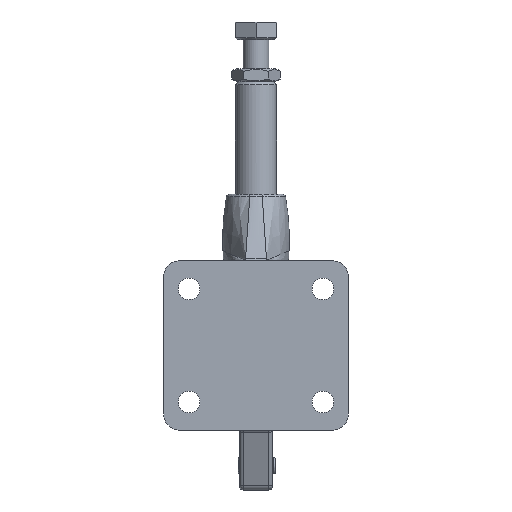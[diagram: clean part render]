
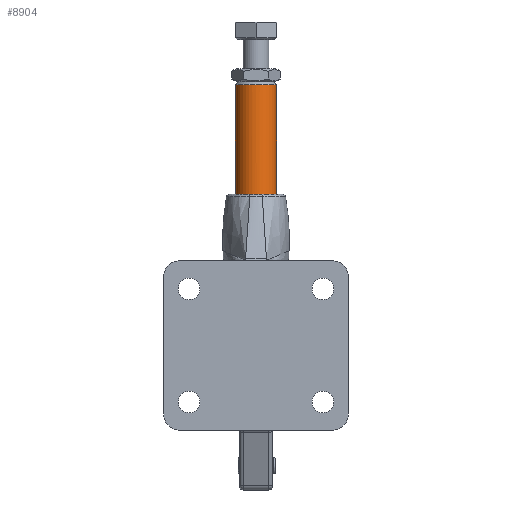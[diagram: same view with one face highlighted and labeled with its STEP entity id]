
A CAD part, front view. The second image highlights one B-rep face of the part: STEP entity #8904.
In plain terms, the highlighted cylindrical face has radius 6.35 mm (diameter 12.7 mm), a partial arc.
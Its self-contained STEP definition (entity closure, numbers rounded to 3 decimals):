
#5786 = LINE ( 'NONE', #15755, #5836 ) ;
#5834 = LINE ( 'NONE', #15766, #5842 ) ;
#5836 = VECTOR ( 'NONE', #15759, 1000. ) ;
#5839 = CIRCLE ( 'NONE', #24845, 6.35 ) ;
#5840 = CIRCLE ( 'NONE', #24844, 6.35 ) ;
#5842 = VECTOR ( 'NONE', #15767, 1000. ) ;
#5843 = CIRCLE ( 'NONE', #24846, 6.35 ) ;
#8059 = ORIENTED_EDGE ( 'NONE', *, *, #28426, .F. ) ;
#8060 = ORIENTED_EDGE ( 'NONE', *, *, #18258, .T. ) ;
#8061 = ORIENTED_EDGE ( 'NONE', *, *, #28436, .T. ) ;
#8062 = ORIENTED_EDGE ( 'NONE', *, *, #18259, .T. ) ;
#8063 = ORIENTED_EDGE ( 'NONE', *, *, #18260, .T. ) ;
#8064 = ORIENTED_EDGE ( 'NONE', *, *, #28440, .T. ) ;
#8065 = ORIENTED_EDGE ( 'NONE', *, *, #18261, .T. ) ;
#8066 = ORIENTED_EDGE ( 'NONE', *, *, #18262, .T. ) ;
#8516 = FACE_OUTER_BOUND ( 'NONE', #14602, .T. ) ;
#8518 = CYLINDRICAL_SURFACE ( 'NONE', #24796, 6.35 ) ;
#8904 = ADVANCED_FACE ( 'NONE', ( #8516 ), #8518, .T. ) ;
#13701 = VERTEX_POINT ( 'NONE', #15533 ) ;
#13704 = VERTEX_POINT ( 'NONE', #15536 ) ;
#13710 = VERTEX_POINT ( 'NONE', #15542 ) ;
#13711 = VERTEX_POINT ( 'NONE', #15543 ) ;
#13712 = VERTEX_POINT ( 'NONE', #15544 ) ;
#13713 = VERTEX_POINT ( 'NONE', #15545 ) ;
#13714 = VERTEX_POINT ( 'NONE', #15546 ) ;
#13738 = VERTEX_POINT ( 'NONE', #15570 ) ;
#14602 = EDGE_LOOP ( 'NONE', ( #8059, #8060, #8061, #8062, #8063, #8064, #8065, #8066 ) ) ;
#15533 = CARTESIAN_POINT ( 'NONE',  ( 2.25, -5.938, 10. ) ) ;
#15536 = CARTESIAN_POINT ( 'NONE',  ( -6.35, 0., 10. ) ) ;
#15542 = CARTESIAN_POINT ( 'NONE',  ( 6.35, 0., 10. ) ) ;
#15543 = CARTESIAN_POINT ( 'NONE',  ( 6.35, 0., 73. ) ) ;
#15544 = CARTESIAN_POINT ( 'NONE',  ( -6.35, 0., 73. ) ) ;
#15545 = CARTESIAN_POINT ( 'NONE',  ( 2.25, -5.938, 1. ) ) ;
#15546 = CARTESIAN_POINT ( 'NONE',  ( -2.25, -5.938, 10. ) ) ;
#15570 = CARTESIAN_POINT ( 'NONE',  ( -2.25, -5.938, 1. ) ) ;
#15755 = CARTESIAN_POINT ( 'NONE',  ( -2.25, -5.938, 74. ) ) ;
#15759 = DIRECTION ( 'NONE',  ( 0., 0., -1. ) ) ;
#15760 = CARTESIAN_POINT ( 'NONE',  ( 0., 0., 73. ) ) ;
#15761 = DIRECTION ( 'NONE',  ( 0., 0., -1. ) ) ;
#15762 = DIRECTION ( 'NONE',  ( 1., 0., 0. ) ) ;
#15763 = CARTESIAN_POINT ( 'NONE',  ( 0., 0., 10. ) ) ;
#15764 = DIRECTION ( 'NONE',  ( 0., 0., 1. ) ) ;
#15765 = DIRECTION ( 'NONE',  ( 1., 0., 0. ) ) ;
#15766 = CARTESIAN_POINT ( 'NONE',  ( 2.25, -5.938, 74. ) ) ;
#15767 = DIRECTION ( 'NONE',  ( 0., 0., 1. ) ) ;
#15769 = CARTESIAN_POINT ( 'NONE',  ( 0., 0., 10. ) ) ;
#15770 = DIRECTION ( 'NONE',  ( 0., 0., 1. ) ) ;
#15771 = DIRECTION ( 'NONE',  ( 1., 0., 0. ) ) ;
#18258 = EDGE_CURVE ( 'NONE', #13711, #13712, #5840, .T. ) ;
#18259 = EDGE_CURVE ( 'NONE', #13704, #13714, #5839, .T. ) ;
#18260 = EDGE_CURVE ( 'NONE', #13714, #13738, #5786, .T. ) ;
#18261 = EDGE_CURVE ( 'NONE', #13713, #13701, #5834, .T. ) ;
#18262 = EDGE_CURVE ( 'NONE', #13701, #13710, #5843, .T. ) ;
#24416 = DIRECTION ( 'NONE',  ( -1., 0., 0. ) ) ;
#24418 = DIRECTION ( 'NONE',  ( 0., 0., -1. ) ) ;
#24420 = CARTESIAN_POINT ( 'NONE',  ( 0., 0., 74. ) ) ;
#24796 = AXIS2_PLACEMENT_3D ( 'NONE', #24420, #24418, #24416 ) ;
#24844 = AXIS2_PLACEMENT_3D ( 'NONE', #15760, #15761, #15762 ) ;
#24845 = AXIS2_PLACEMENT_3D ( 'NONE', #15763, #15764, #15765 ) ;
#24846 = AXIS2_PLACEMENT_3D ( 'NONE', #15769, #15770, #15771 ) ;
#25356 = AXIS2_PLACEMENT_3D ( 'NONE', #29289, #29290, #29291 ) ;
#27266 = LINE ( 'NONE', #29262, #27269 ) ;
#27269 = VECTOR ( 'NONE', #29268, 1000. ) ;
#27276 = LINE ( 'NONE', #29274, #27277 ) ;
#27277 = VECTOR ( 'NONE', #29275, 1000. ) ;
#27278 = CIRCLE ( 'NONE', #25356, 6.35 ) ;
#28426 = EDGE_CURVE ( 'NONE', #13711, #13710, #27266, .T. ) ;
#28436 = EDGE_CURVE ( 'NONE', #13712, #13704, #27276, .T. ) ;
#28440 = EDGE_CURVE ( 'NONE', #13738, #13713, #27278, .T. ) ;
#29262 = CARTESIAN_POINT ( 'NONE',  ( 6.35, 0., 74. ) ) ;
#29268 = DIRECTION ( 'NONE',  ( 0., 0., -1. ) ) ;
#29274 = CARTESIAN_POINT ( 'NONE',  ( -6.35, 0., 74. ) ) ;
#29275 = DIRECTION ( 'NONE',  ( 0., 0., -1. ) ) ;
#29289 = CARTESIAN_POINT ( 'NONE',  ( 0., 0., 1. ) ) ;
#29290 = DIRECTION ( 'NONE',  ( 0., 0., 1. ) ) ;
#29291 = DIRECTION ( 'NONE',  ( 1., 0., 0. ) ) ;
